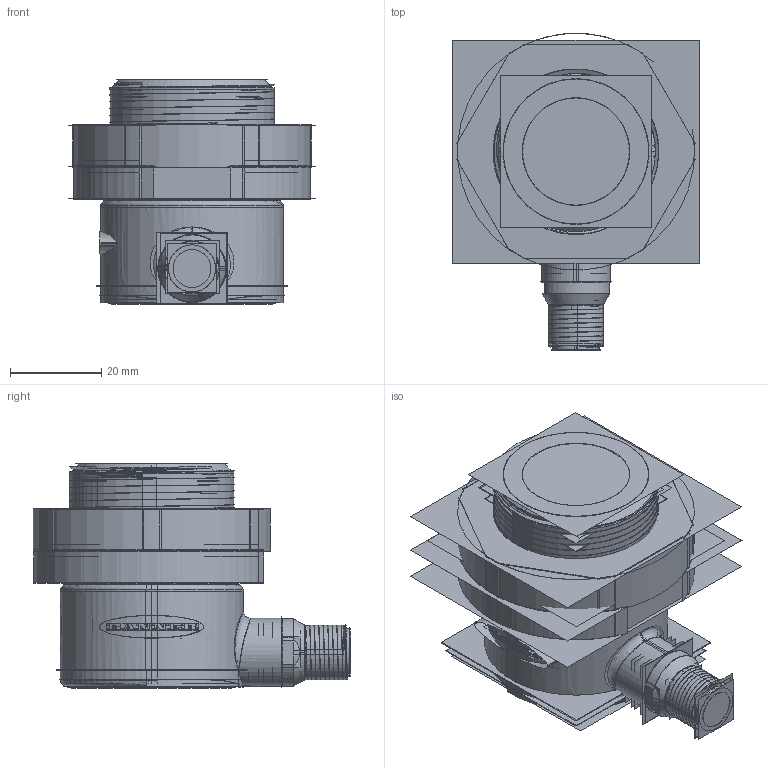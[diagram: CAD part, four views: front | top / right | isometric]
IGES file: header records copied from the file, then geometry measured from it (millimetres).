
Start section:  PTC IGES file: 188690.igs
Global section: file name: 188690.igs; native system: Creo Parametric by Parametric Technology Corporation; preprocessor: 2013230; author: pdmadmin; organization: Unknown; date: 20160114.100125; units: millimetre
Bounding box: 54.12 x 69.63 x 49.28 mm (x, y, z)
Volume: 37560.5 mm3; surface area: 353092.5 mm2
Topology: 12 solids, 13 shells, 1408 faces, 7365 edges, 9434 vertices
Faces by surface type: revolution 872, bspline 532, extrusion 4
